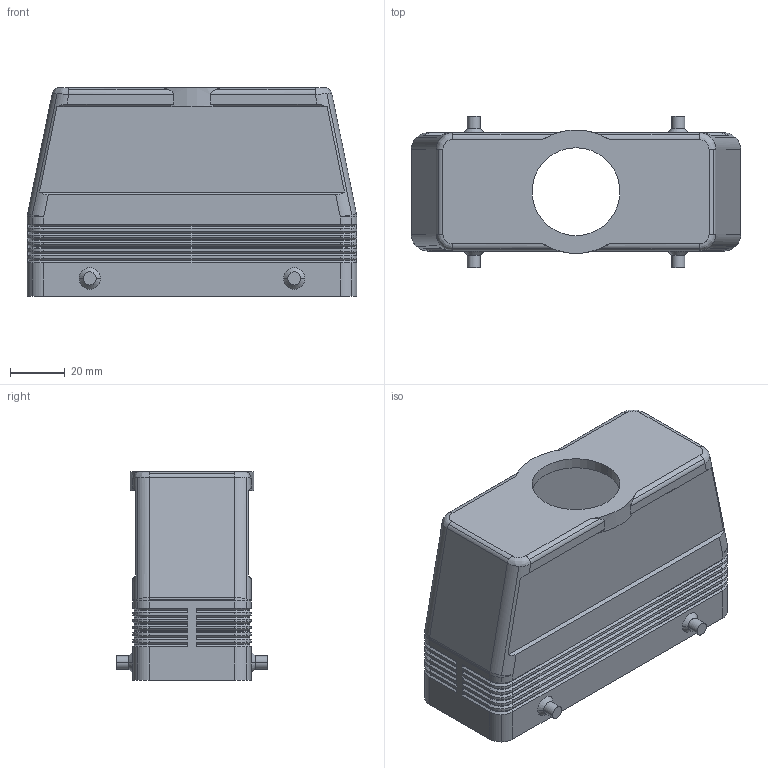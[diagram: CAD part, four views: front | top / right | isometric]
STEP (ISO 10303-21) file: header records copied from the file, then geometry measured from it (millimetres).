
FILE_DESCRIPTION(('CoCreate Modeling STEP Export'),'2;1');
FILE_NAME('MFVN 24.32.stp','2011-04-19T13:53:03',(''),(''),'CoCreate Modeling STEP processor for AP214 (Solid Model)','CoCreate Modeling 16.00A 16-Aug-2008 (C) Parametric Technology GmbH','');
FILE_SCHEMA(('AUTOMOTIVE_DESIGN { 1 0 10303 214 1 1 1 1 }'));
Length unit declared in the file: millimetre
Products named in the file (2): MFVN_24.32
Assembly tree (1 placements, depth 2):
  MFVN_24.32
    MFVN_24.32
Bounding box: 120 x 55 x 76 mm (x, y, z)
Volume: 98320.2 mm3; surface area: 52966.1 mm2
Topology: 1 solids, 1 shells, 410 faces, 963 edges, 560 vertices
Faces by surface type: plane 194, cylinder 144, cone 64, sphere 4, bspline 4
Entity records: 14601 total; most frequent: CARTESIAN_POINT 2502, ORIENTED_EDGE 1910, DIRECTION 1715, EDGE_CURVE 955, VECTOR 641, LINE 641, VERTEX_POINT 560, AXIS2_PLACEMENT_3D 537
